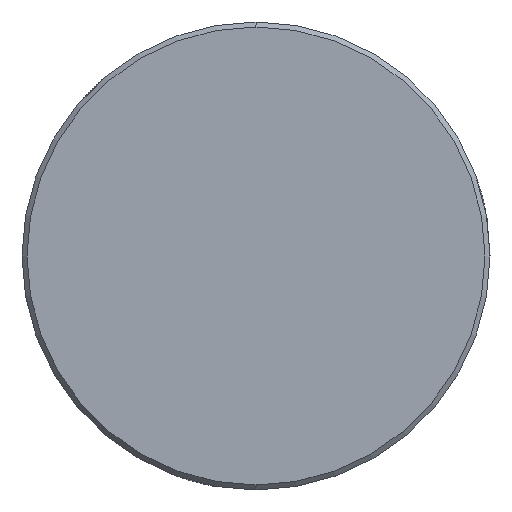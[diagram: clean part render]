
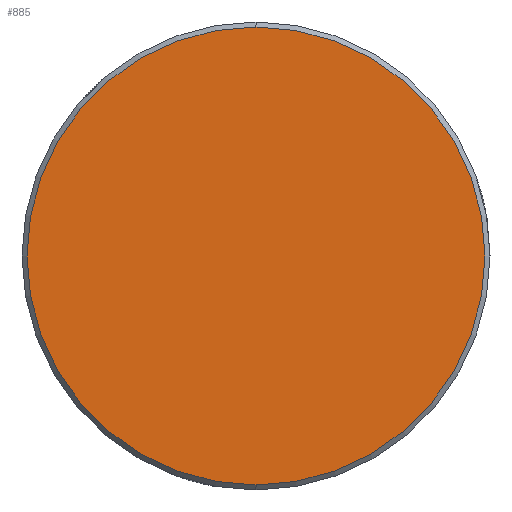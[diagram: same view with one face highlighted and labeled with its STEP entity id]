
A CAD part, left-side view. The second image highlights one B-rep face of the part: STEP entity #885.
In plain terms, the highlighted planar face has unit normal (-1, 0, 0).
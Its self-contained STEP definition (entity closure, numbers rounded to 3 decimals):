
#96 = CARTESIAN_POINT ( 'NONE',  ( -159.12, 0., -13.7 ) ) ;
#137 = DIRECTION ( 'NONE',  ( -1., 0., 0. ) ) ;
#195 = ORIENTED_EDGE ( 'NONE', *, *, #1072, .T. ) ;
#221 = EDGE_CURVE ( 'NONE', #269, #579, #445, .T. ) ;
#269 = VERTEX_POINT ( 'NONE', #96 ) ;
#324 = CARTESIAN_POINT ( 'NONE',  ( -159.12, 0., 0. ) ) ;
#372 = ORIENTED_EDGE ( 'NONE', *, *, #221, .T. ) ;
#407 = AXIS2_PLACEMENT_3D ( 'NONE', #742, #946, #853 ) ;
#445 = CIRCLE ( 'NONE', #514, 13.7 ) ;
#457 = FACE_OUTER_BOUND ( 'NONE', #577, .T. ) ;
#510 = DIRECTION ( 'NONE',  ( 0., 0., 1. ) ) ;
#514 = AXIS2_PLACEMENT_3D ( 'NONE', #324, #1033, #932 ) ;
#577 = EDGE_LOOP ( 'NONE', ( #372, #195 ) ) ;
#579 = VERTEX_POINT ( 'NONE', #1009 ) ;
#671 = PLANE ( 'NONE',  #890 ) ;
#742 = CARTESIAN_POINT ( 'NONE',  ( -159.12, 0., 0. ) ) ;
#755 = CIRCLE ( 'NONE', #407, 13.7 ) ;
#758 = CARTESIAN_POINT ( 'NONE',  ( -159.12, -13.864, -13.864 ) ) ;
#853 = DIRECTION ( 'NONE',  ( 0., 0., -1. ) ) ;
#885 = ADVANCED_FACE ( 'NONE', ( #457 ), #671, .T. ) ;
#890 = AXIS2_PLACEMENT_3D ( 'NONE', #758, #137, #510 ) ;
#932 = DIRECTION ( 'NONE',  ( 0., 0., -1. ) ) ;
#946 = DIRECTION ( 'NONE',  ( -1., 0., 0. ) ) ;
#1009 = CARTESIAN_POINT ( 'NONE',  ( -159.12, 0., 13.7 ) ) ;
#1033 = DIRECTION ( 'NONE',  ( -1., 0., 0. ) ) ;
#1072 = EDGE_CURVE ( 'NONE', #579, #269, #755, .T. ) ;
